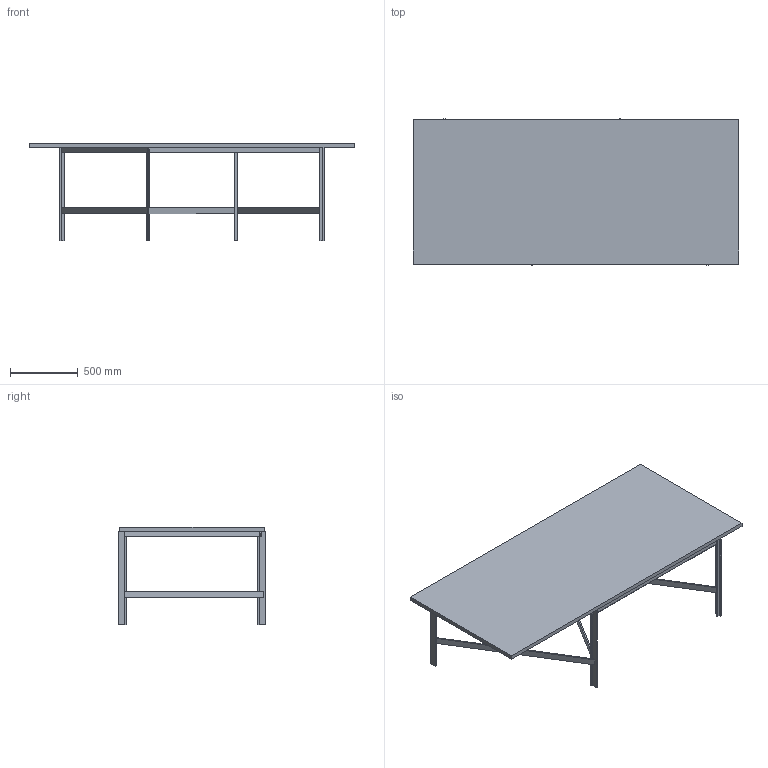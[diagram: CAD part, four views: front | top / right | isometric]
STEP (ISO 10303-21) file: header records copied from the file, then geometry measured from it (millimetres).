
FILE_DESCRIPTION(/* description */ (''),/* implementation_level */ '2;1');
FILE_NAME(/* name */ 'Plank_CB-335-240_3D',/* time_stamp */ '2024-04-20T17:07:40+02:00',/* author */ (''),/* organization */ (''),/* preprocessor_version */ 'ST-DEVELOPER v16.5',/* originating_system */ 'Rhino 7.34',/* authorisation */ '');
FILE_SCHEMA (('AUTOMOTIVE_DESIGN'));
Length unit declared in the file: centimetre
Products named in the file (2): Document; Plank_CB-335-240
Assembly tree (1 placements, depth 2):
  Document
    Plank_CB-335-240
Bounding box: 2400 x 1080 x 720 mm (x, y, z)
Surface area: 7309429 mm2 (no closed solid volume)
Topology: 0 solids, 150 shells, 150 faces, 732 edges, 732 vertices
Faces by surface type: plane 150
Entity records: 6716 total; most frequent: CARTESIAN_POINT 2392, ORIENTED_EDGE 732, EDGE_CURVE 732, B_SPLINE_CURVE_WITH_KNOTS 732, VERTEX_POINT 732, DIRECTION 158, AXIS2_PLACEMENT_3D 154, PRESENTATION_LAYER_ASSIGNMENT 150
